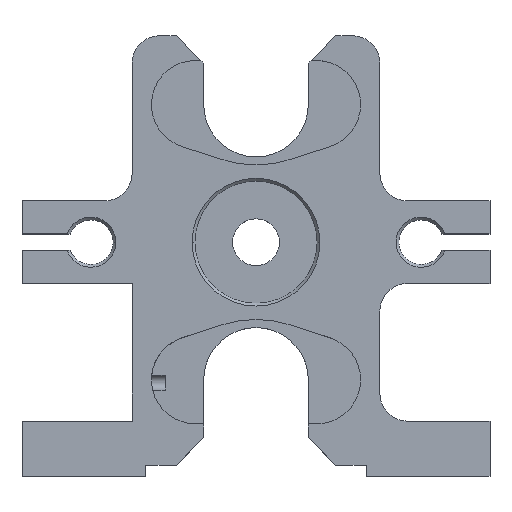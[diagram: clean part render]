
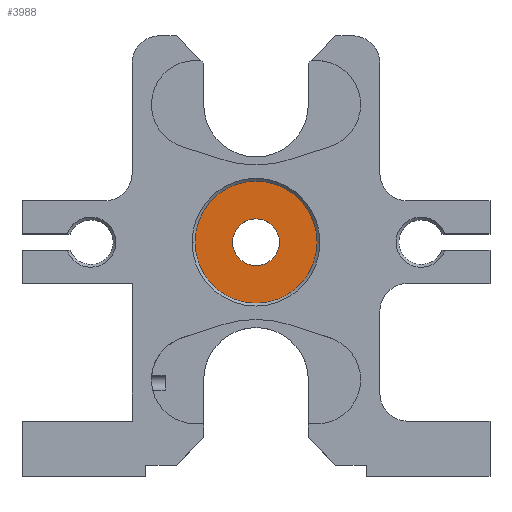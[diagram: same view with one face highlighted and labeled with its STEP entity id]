
A CAD part, top view. The second image highlights one B-rep face of the part: STEP entity #3988.
In plain terms, the highlighted planar face has unit normal (0, 0, 1).
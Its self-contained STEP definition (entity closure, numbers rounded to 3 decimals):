
#36 = CARTESIAN_POINT ( 'NONE',  ( 0., 0., 3. ) ) ;
#342 = EDGE_CURVE ( 'NONE', #4442, #2595, #402, .T. ) ;
#402 = CIRCLE ( 'NONE', #3709, 11.1 ) ;
#427 = PLANE ( 'NONE',  #3581 ) ;
#509 = CIRCLE ( 'NONE', #2881, 11.1 ) ;
#517 = ORIENTED_EDGE ( 'NONE', *, *, #2552, .T. ) ;
#555 = EDGE_LOOP ( 'NONE', ( #517, #1704 ) ) ;
#577 = ORIENTED_EDGE ( 'NONE', *, *, #1238, .T. ) ;
#620 = EDGE_CURVE ( 'NONE', #2889, #1294, #776, .T. ) ;
#745 = AXIS2_PLACEMENT_3D ( 'NONE', #4022, #3690, #1305 ) ;
#776 = CIRCLE ( 'NONE', #745, 4.25 ) ;
#785 = CARTESIAN_POINT ( 'NONE',  ( -4.25, 0., 3. ) ) ;
#1021 = CIRCLE ( 'NONE', #2111, 4.25 ) ;
#1082 = DIRECTION ( 'NONE',  ( 1., 0., 0. ) ) ;
#1126 = DIRECTION ( 'NONE',  ( 1., 0., 0. ) ) ;
#1238 = EDGE_CURVE ( 'NONE', #2595, #4442, #509, .T. ) ;
#1294 = VERTEX_POINT ( 'NONE', #2443 ) ;
#1305 = DIRECTION ( 'NONE',  ( 1., 0., 0. ) ) ;
#1636 = DIRECTION ( 'NONE',  ( 1., 0., 0. ) ) ;
#1704 = ORIENTED_EDGE ( 'NONE', *, *, #620, .T. ) ;
#1744 = FACE_OUTER_BOUND ( 'NONE', #2249, .T. ) ;
#1812 = DIRECTION ( 'NONE',  ( 0., 0., 1. ) ) ;
#1976 = DIRECTION ( 'NONE',  ( 0., 0., -1. ) ) ;
#2111 = AXIS2_PLACEMENT_3D ( 'NONE', #4404, #1976, #1636 ) ;
#2127 = DIRECTION ( 'NONE',  ( 0., 0., 1. ) ) ;
#2249 = EDGE_LOOP ( 'NONE', ( #577, #2952 ) ) ;
#2443 = CARTESIAN_POINT ( 'NONE',  ( 4.25, 0., 3. ) ) ;
#2552 = EDGE_CURVE ( 'NONE', #1294, #2889, #1021, .T. ) ;
#2595 = VERTEX_POINT ( 'NONE', #4084 ) ;
#2656 = FACE_BOUND ( 'NONE', #555, .T. ) ;
#2881 = AXIS2_PLACEMENT_3D ( 'NONE', #36, #4177, #3092 ) ;
#2889 = VERTEX_POINT ( 'NONE', #785 ) ;
#2952 = ORIENTED_EDGE ( 'NONE', *, *, #342, .T. ) ;
#3092 = DIRECTION ( 'NONE',  ( 1., 0., 0. ) ) ;
#3519 = CARTESIAN_POINT ( 'NONE',  ( -11.1, 0., 3. ) ) ;
#3581 = AXIS2_PLACEMENT_3D ( 'NONE', #4274, #2127, #1126 ) ;
#3690 = DIRECTION ( 'NONE',  ( 0., 0., -1. ) ) ;
#3709 = AXIS2_PLACEMENT_3D ( 'NONE', #3889, #1812, #1082 ) ;
#3889 = CARTESIAN_POINT ( 'NONE',  ( 0., 0., 3. ) ) ;
#3988 = ADVANCED_FACE ( 'NONE', ( #1744, #2656 ), #427, .T. ) ;
#4022 = CARTESIAN_POINT ( 'NONE',  ( 0., 0., 3. ) ) ;
#4084 = CARTESIAN_POINT ( 'NONE',  ( 11.1, 0., 3. ) ) ;
#4177 = DIRECTION ( 'NONE',  ( 0., 0., 1. ) ) ;
#4274 = CARTESIAN_POINT ( 'NONE',  ( 0., 0., 3. ) ) ;
#4404 = CARTESIAN_POINT ( 'NONE',  ( 0., 0., 3. ) ) ;
#4442 = VERTEX_POINT ( 'NONE', #3519 ) ;
